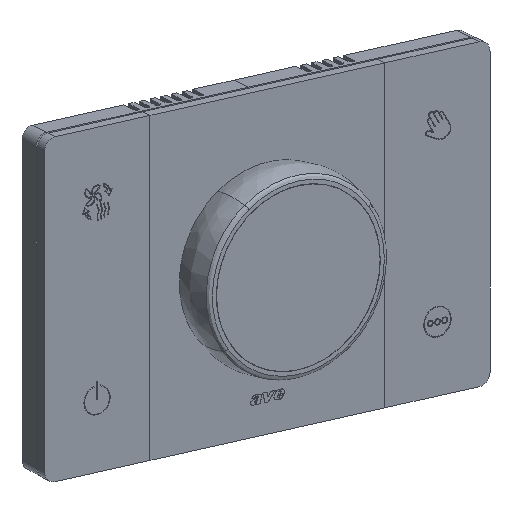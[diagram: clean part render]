
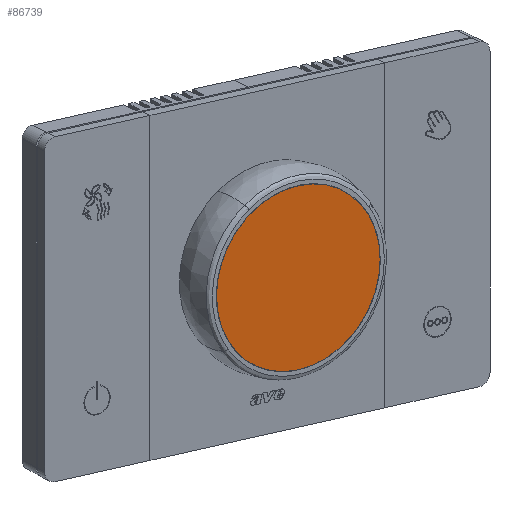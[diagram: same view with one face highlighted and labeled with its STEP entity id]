
A CAD part, top view. The second image highlights one B-rep face of the part: STEP entity #86739.
In plain terms, the highlighted face is planar.
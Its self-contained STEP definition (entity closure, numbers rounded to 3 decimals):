
#86645=CARTESIAN_POINT('Vertex',(22.95,38.389,0.)) ;
#86648=CARTESIAN_POINT('Axis2P3D Location',(0.,38.389,0.)) ;
#86652=CARTESIAN_POINT('Vertex',(0.,38.389,22.95)) ;
#86655=CARTESIAN_POINT('Axis2P3D Location',(0.,38.389,0.)) ;
#86659=CARTESIAN_POINT('Vertex',(-22.95,38.389,0.)) ;
#86707=CARTESIAN_POINT('Axis2P3D Location',(0.,38.389,0.)) ;
#86711=CARTESIAN_POINT('Vertex',(0.,38.389,-22.95)) ;
#86714=CARTESIAN_POINT('Axis2P3D Location',(0.,38.389,0.)) ;
#86728=CARTESIAN_POINT('Axis2P3D Location',(-27.552,38.389,-27.552)) ;
#86649=DIRECTION('Axis2P3D Direction',(-0.,1.,0.)) ;
#86656=DIRECTION('Axis2P3D Direction',(-0.,1.,0.)) ;
#86708=DIRECTION('Axis2P3D Direction',(-0.,1.,0.)) ;
#86715=DIRECTION('Axis2P3D Direction',(-0.,1.,0.)) ;
#86729=DIRECTION('Axis2P3D Direction',(-0.,1.,0.)) ;
#86730=DIRECTION('Axis2P3D XDirection',(1.,0.,0.)) ;
#86650=AXIS2_PLACEMENT_3D('Circle Axis2P3D',#86648,#86649,$) ;
#86657=AXIS2_PLACEMENT_3D('Circle Axis2P3D',#86655,#86656,$) ;
#86709=AXIS2_PLACEMENT_3D('Circle Axis2P3D',#86707,#86708,$) ;
#86716=AXIS2_PLACEMENT_3D('Circle Axis2P3D',#86714,#86715,$) ;
#86731=AXIS2_PLACEMENT_3D('Plane Axis2P3D',#86728,#86729,#86730) ;
#86734=ORIENTED_EDGE('',*,*,#86661,.F.) ;
#86735=ORIENTED_EDGE('',*,*,#86654,.F.) ;
#86736=ORIENTED_EDGE('',*,*,#86718,.T.) ;
#86737=ORIENTED_EDGE('',*,*,#86713,.T.) ;
#86739=ADVANCED_FACE('brep_33',(#86738),#86732,.T.) ;
#86651=CIRCLE('generated circle',#86650,22.95) ;
#86658=CIRCLE('generated circle',#86657,22.95) ;
#86710=CIRCLE('generated circle',#86709,22.95) ;
#86717=CIRCLE('generated circle',#86716,22.95) ;
#86654=EDGE_CURVE('',#86646,#86653,#86651,.F.) ;
#86661=EDGE_CURVE('',#86653,#86660,#86658,.F.) ;
#86713=EDGE_CURVE('',#86712,#86660,#86710,.T.) ;
#86718=EDGE_CURVE('',#86646,#86712,#86717,.T.) ;
#86733=EDGE_LOOP('',(#86734,#86735,#86736,#86737)) ;
#86738=FACE_OUTER_BOUND('',#86733,.T.) ;
#86732=PLANE('',#86731) ;
#86646=VERTEX_POINT('',#86645) ;
#86653=VERTEX_POINT('',#86652) ;
#86660=VERTEX_POINT('',#86659) ;
#86712=VERTEX_POINT('',#86711) ;
